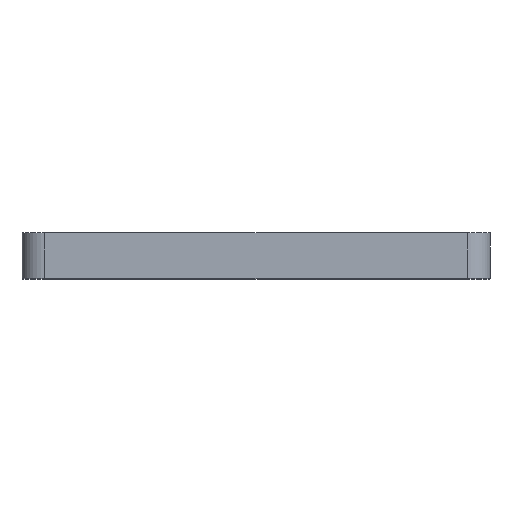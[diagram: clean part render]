
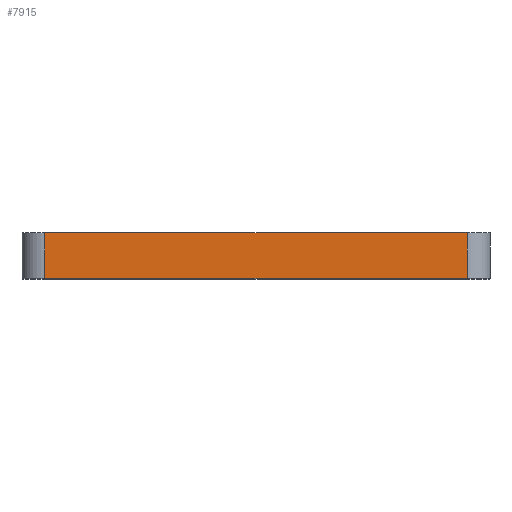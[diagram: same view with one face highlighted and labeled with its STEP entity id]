
A CAD part, top view. The second image highlights one B-rep face of the part: STEP entity #7915.
In plain terms, the highlighted planar face has unit normal (0, 0, 1).
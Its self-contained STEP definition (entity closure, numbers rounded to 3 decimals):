
#91 = CARTESIAN_POINT ( 'NONE',  ( 18.5, 0., 20.5 ) ) ;
#649 = ORIENTED_EDGE ( 'NONE', *, *, #13510, .T. ) ;
#1155 = ORIENTED_EDGE ( 'NONE', *, *, #2811, .T. ) ;
#1429 = VECTOR ( 'NONE', #4389, 1000. ) ;
#2556 = CARTESIAN_POINT ( 'NONE',  ( 18.5, 4., 20.5 ) ) ;
#2811 = EDGE_CURVE ( 'NONE', #7274, #3946, #11475, .T. ) ;
#2988 = CARTESIAN_POINT ( 'NONE',  ( -18.5, 4., 20.5 ) ) ;
#3309 = ORIENTED_EDGE ( 'NONE', *, *, #13156, .F. ) ;
#3636 = LINE ( 'NONE', #9991, #9669 ) ;
#3946 = VERTEX_POINT ( 'NONE', #2556 ) ;
#4136 = PLANE ( 'NONE',  #11460 ) ;
#4389 = DIRECTION ( 'NONE',  ( 0., -1., 0. ) ) ;
#4910 = VECTOR ( 'NONE', #13717, 1000. ) ;
#5327 = CARTESIAN_POINT ( 'NONE',  ( -20.5, 4., 20.5 ) ) ;
#5359 = FACE_OUTER_BOUND ( 'NONE', #13611, .T. ) ;
#6191 = LINE ( 'NONE', #11787, #14754 ) ;
#7274 = VERTEX_POINT ( 'NONE', #91 ) ;
#7772 = DIRECTION ( 'NONE',  ( 1., 0., 0. ) ) ;
#7902 = ORIENTED_EDGE ( 'NONE', *, *, #14756, .T. ) ;
#7915 = ADVANCED_FACE ( 'NONE', ( #5359 ), #4136, .F. ) ;
#8824 = DIRECTION ( 'NONE',  ( 0., 0., -1. ) ) ;
#9669 = VECTOR ( 'NONE', #7772, 1000. ) ;
#9991 = CARTESIAN_POINT ( 'NONE',  ( -20.5, 0., 20.5 ) ) ;
#11377 = CARTESIAN_POINT ( 'NONE',  ( -18.5, 4., 20.5 ) ) ;
#11449 = CARTESIAN_POINT ( 'NONE',  ( 18.5, 4., 20.5 ) ) ;
#11460 = AXIS2_PLACEMENT_3D ( 'NONE', #5327, #8824, #13486 ) ;
#11475 = LINE ( 'NONE', #11449, #4910 ) ;
#11505 = VERTEX_POINT ( 'NONE', #2988 ) ;
#11787 = CARTESIAN_POINT ( 'NONE',  ( -20.5, 4., 20.5 ) ) ;
#12029 = LINE ( 'NONE', #11377, #1429 ) ;
#13156 = EDGE_CURVE ( 'NONE', #11505, #3946, #6191, .T. ) ;
#13465 = CARTESIAN_POINT ( 'NONE',  ( -18.5, 0., 20.5 ) ) ;
#13486 = DIRECTION ( 'NONE',  ( -1., 0., 0. ) ) ;
#13510 = EDGE_CURVE ( 'NONE', #11505, #14713, #12029, .T. ) ;
#13611 = EDGE_LOOP ( 'NONE', ( #3309, #649, #7902, #1155 ) ) ;
#13717 = DIRECTION ( 'NONE',  ( 0., 1., 0. ) ) ;
#14087 = DIRECTION ( 'NONE',  ( 1., 0., 0. ) ) ;
#14713 = VERTEX_POINT ( 'NONE', #13465 ) ;
#14754 = VECTOR ( 'NONE', #14087, 1000. ) ;
#14756 = EDGE_CURVE ( 'NONE', #14713, #7274, #3636, .T. ) ;
